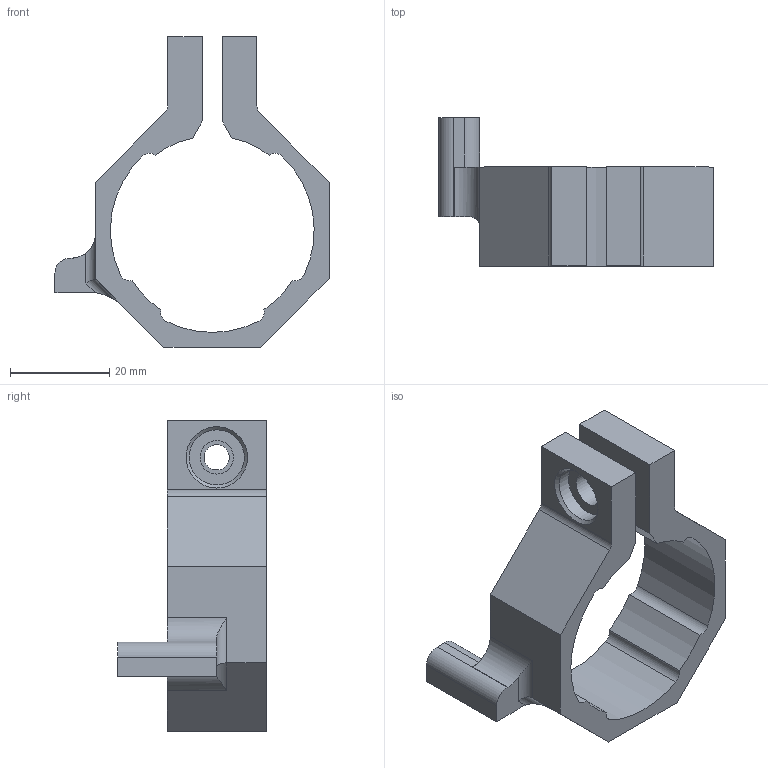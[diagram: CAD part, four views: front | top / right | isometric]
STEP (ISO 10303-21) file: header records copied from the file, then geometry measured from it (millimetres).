
FILE_DESCRIPTION(/* description */ ('STEP AP242','CAx-IF Rec.Pracs.---Representation and Presentation of Product Manufacturing Information (PMI)---4.0---2014-10-13','CAx-IF Rec.Pracs.---3D Tessellated Geometry---0.4---2014-09-14','2;1'),/* implementation_level */ '2;1');
FILE_NAME(/* name */ '68378e2febe4ac682bb4a1c9',/* time_stamp */ '2025-05-28T22:29:04Z',/* author */ (''),/* organization */ (''),/* preprocessor_version */ 'ST-DEVELOPER v20',/* originating_system */ 'ONSHAPE BY PTC INC, 1.198',/* authorisation */ ' ');
FILE_SCHEMA (('AP242_MANAGED_MODEL_BASED_3D_ENGINEERING_MIM_LF { 1 0 10303 442 1 1 4 }'));
Length unit declared in the file: metre
Products named in the file (1): Pipettor rotation clamp  300-000137
Bounding box: 55.31 x 30 x 62.66 mm (x, y, z)
Volume: 16048.3 mm3; surface area: 9166.1 mm2
Topology: 1 solids, 1 shells, 51 faces, 140 edges, 92 vertices
Faces by surface type: plane 25, cylinder 24, cone 2
Full cylindrical faces by diameter (mm): 5.105 x1, 6.756 x1, 11.113 x1
Entity records: 1638 total; most frequent: CARTESIAN_POINT 287, DIRECTION 284, ORIENTED_EDGE 270, EDGE_CURVE 135, AXIS2_PLACEMENT_3D 99, VERTEX_POINT 92, LINE 86, VECTOR 86
